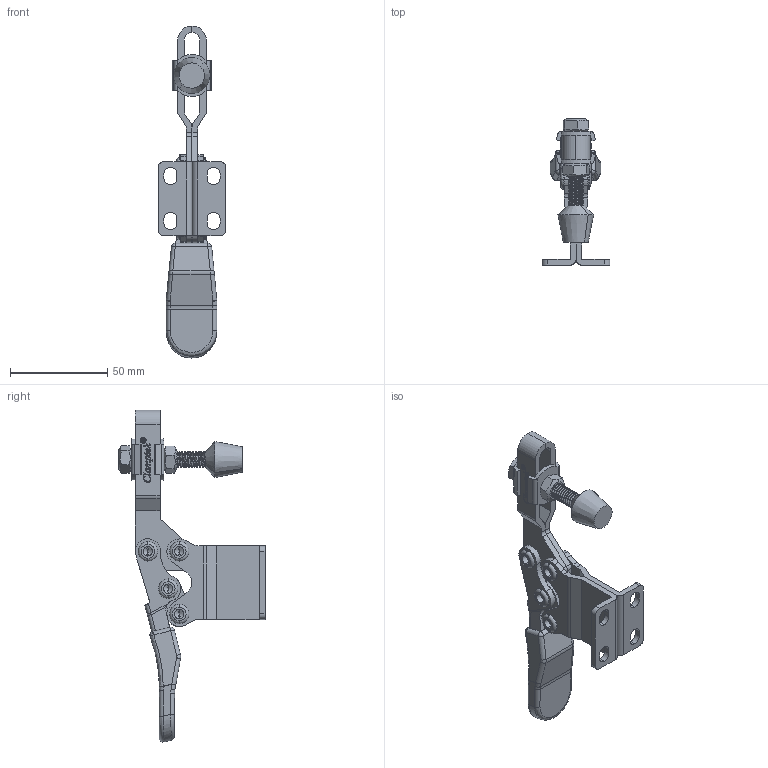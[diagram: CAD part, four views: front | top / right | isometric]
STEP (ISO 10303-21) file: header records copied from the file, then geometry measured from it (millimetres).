
FILE_DESCRIPTION (( 'STEP AP203' ), '1' );
FILE_NAME ('CH-225-DHB.STEP', '2010-06-03T09:13:20', ( '·L?¥Î?' ), ( '·L?¤¤?' ), 'SwSTEP 2.0', 'SolidWorks 2005179', '' );
FILE_SCHEMA (( 'CONFIG_CONTROL_DESIGN' ));
Length unit declared in the file: millimetre
Products named in the file (11): 225-DHB-01_??; FW-516_??; CH-225-DHB; 225-D-03_??; 1_??; 225-D-04_??; 225-DHB-02_??; CH-FC-56212_??; 225-D-05_??; 56212-01_??
Assembly tree (16 placements, depth 3):
  CH-225-DHB
    FW-516_??  x2
    225-D-04_??  x2
    CH-FC-56212_??
    225-DHB-01_??
    225-D-05_??  x4
    56212-01_??  x2
    225-D-03_??
      225-D-03_??
      1_??
    225-DHB-02_??
Bounding box: 35 x 75.3 x 171.11 mm (x, y, z)
Volume: 46994.3 mm3; surface area: 41042.4 mm2
Topology: 17 solids, 17 shells, 935 faces, 2486 edges, 1613 vertices
Faces by surface type: plane 355, cylinder 289, bspline 202, torus 36, cone 35, sphere 18
Entity records: 49517 total; most frequent: CARTESIAN_POINT 29545, ORIENTED_EDGE 4374, DIRECTION 3145, EDGE_CURVE 2187, VERTEX_POINT 1431, VECTOR 1207, LINE 1207, AXIS2_PLACEMENT_3D 969
